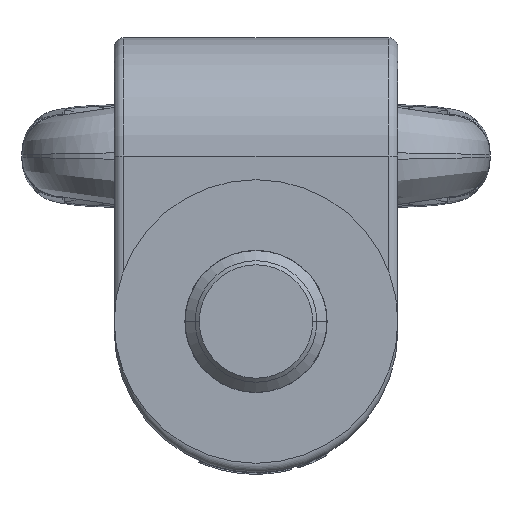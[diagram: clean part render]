
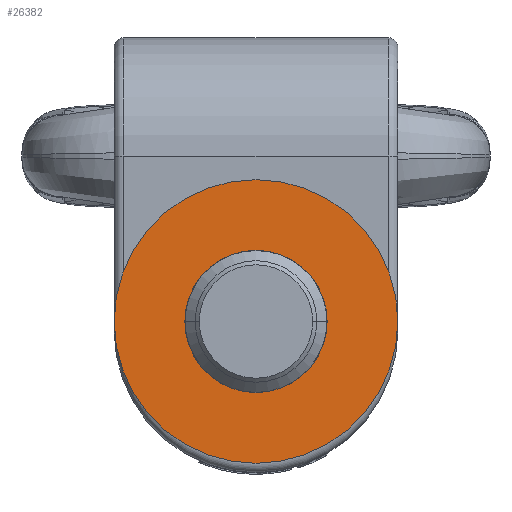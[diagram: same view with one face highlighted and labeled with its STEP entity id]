
A CAD part, front view. The second image highlights one B-rep face of the part: STEP entity #26382.
In plain terms, the highlighted face is planar.
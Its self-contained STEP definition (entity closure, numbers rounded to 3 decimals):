
#26221=CARTESIAN_POINT('',(0.,0.,30.4));
#26222=DIRECTION('',(0.,0.,-1.));
#26223=DIRECTION('',(1.,0.,0.));
#26224=AXIS2_PLACEMENT_3D('',#26221,#26222,#26223);
#26226=CARTESIAN_POINT('',(0.,0.,30.4));
#26227=DIRECTION('',(0.,0.,1.));
#26228=DIRECTION('',(1.,0.,0.));
#26229=AXIS2_PLACEMENT_3D('',#26226,#26227,#26228);
#26231=CARTESIAN_POINT('',(0.,0.,30.4));
#26232=DIRECTION('',(0.,0.,1.));
#26233=DIRECTION('',(1.,0.,0.));
#26234=AXIS2_PLACEMENT_3D('',#26231,#26232,#26233);
#26244=CARTESIAN_POINT('',(0.,0.,30.4));
#26245=DIRECTION('',(0.,0.,-1.));
#26246=DIRECTION('',(1.,0.,0.));
#26247=AXIS2_PLACEMENT_3D('',#26244,#26245,#26246);
#26333=CARTESIAN_POINT('',(30.,0.,30.4));
#26335=VERTEX_POINT('',#26333);
#26346=CARTESIAN_POINT('',(15.05,0.,30.4));
#26348=VERTEX_POINT('',#26346);
#26349=CARTESIAN_POINT('',(-30.,0.,30.4));
#26351=VERTEX_POINT('',#26349);
#26362=CARTESIAN_POINT('',(-15.05,0.,30.4));
#26364=VERTEX_POINT('',#26362);
#26365=CARTESIAN_POINT('',(0.,0.,30.4));
#26366=DIRECTION('',(0.,0.,1.));
#26367=DIRECTION('',(-1.,0.,0.));
#26368=AXIS2_PLACEMENT_3D('',#26365,#26366,#26367);
#26369=PLANE('',#26368);
#26371=ORIENTED_EDGE('',*,*,#26370,.F.);
#26373=ORIENTED_EDGE('',*,*,#26372,.T.);
#26374=EDGE_LOOP('',(#26371,#26373));
#26375=FACE_OUTER_BOUND('',#26374,.F.);
#26377=ORIENTED_EDGE('',*,*,#26376,.F.);
#26379=ORIENTED_EDGE('',*,*,#26378,.T.);
#26380=EDGE_LOOP('',(#26377,#26379));
#26381=FACE_BOUND('',#26380,.F.);
#26382=ADVANCED_FACE('',(#26375,#26381),#26369,.T.);
#26225=CIRCLE('',#26224,15.05);
#26230=CIRCLE('',#26229,15.05);
#26235=CIRCLE('',#26234,30.);
#26248=CIRCLE('',#26247,30.);
#26370=EDGE_CURVE('',#26335,#26351,#26235,.T.);
#26372=EDGE_CURVE('',#26335,#26351,#26248,.T.);
#26376=EDGE_CURVE('',#26348,#26364,#26225,.T.);
#26378=EDGE_CURVE('',#26348,#26364,#26230,.T.);
